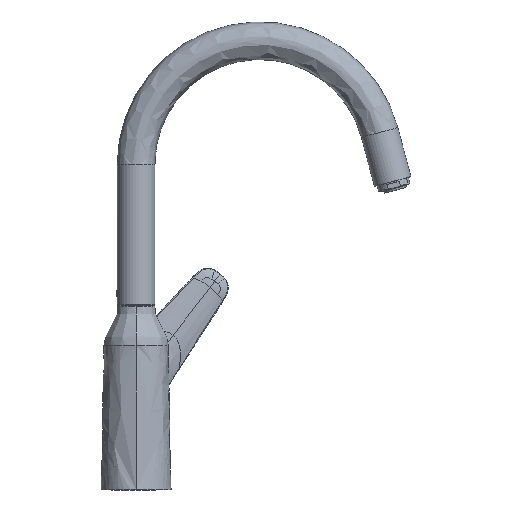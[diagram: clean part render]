
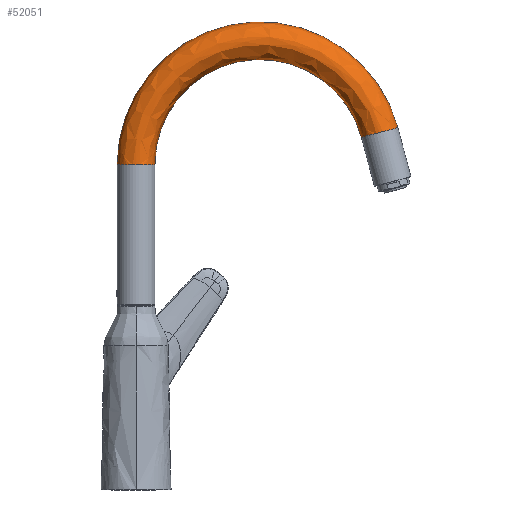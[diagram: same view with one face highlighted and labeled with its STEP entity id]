
A CAD part, front view. The second image highlights one B-rep face of the part: STEP entity #52051.
In plain terms, the highlighted free-form (B-spline) face has degree [7, 7] with [8, 8] control points.
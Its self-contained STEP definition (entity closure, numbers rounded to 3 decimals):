
#51461=CARTESIAN_POINT(' ',(92.,0.,103.7));
#51466=DIRECTION(' ',(0.,1.,0.));
#51471=DIRECTION(' ',(-1.,0.,0.));
#51476=AXIS2_PLACEMENT_3D(' ',#51461,#51466,#51471);
#51481=CIRCLE('',#51476,78.);
#51486=CARTESIAN_POINT(' ',(14.,0.,103.7));
#51487=VERTEX_POINT(' ',#51486);
#51491=CARTESIAN_POINT(' ',(167.342,0.,123.888));
#51492=VERTEX_POINT(' ',#51491);
#51496=EDGE_CURVE(' ',#51487,#51492,#51481,.T.);
#51531=CARTESIAN_POINT(' ',(-14.,0.,103.7));
#51532=VERTEX_POINT(' ',#51531);
#51546=CARTESIAN_POINT(' ',(92.,0.,103.699));
#51551=DIRECTION(' ',(0.,1.,0.));
#51556=DIRECTION(' ',(-1.,0.,0.));
#51561=AXIS2_PLACEMENT_3D(' ',#51546,#51551,#51556);
#51566=CIRCLE('',#51561,106.);
#51571=CARTESIAN_POINT(' ',(194.388,0.,131.135));
#51572=VERTEX_POINT(' ',#51571);
#51576=EDGE_CURVE(' ',#51532,#51572,#51566,.T.);
#51636=CARTESIAN_POINT(' ',(-14.,0.,103.7));
#51641=CARTESIAN_POINT(' ',(-14.,0.,147.308));
#51646=CARTESIAN_POINT(' ',(6.937,0.,190.895));
#51651=CARTESIAN_POINT(' ',(48.76,0.,222.56));
#51656=CARTESIAN_POINT(' ',(103.004,0.,229.701));
#51661=CARTESIAN_POINT(' ',(151.597,0.,209.94));
#51666=CARTESIAN_POINT(' ',(183.101,0.,173.257));
#51671=CARTESIAN_POINT(' ',(194.388,0.,131.135));
#51676=CARTESIAN_POINT(' ',(-14.,-6.283,103.7));
#51681=CARTESIAN_POINT(' ',(-14.,-6.283,147.308));
#51686=CARTESIAN_POINT(' ',(6.937,-6.283,190.895));
#51691=CARTESIAN_POINT(' ',(48.76,-6.283,222.56));
#51696=CARTESIAN_POINT(' ',(103.004,-6.283,229.701));
#51701=CARTESIAN_POINT(' ',(151.597,-6.283,209.94));
#51706=CARTESIAN_POINT(' ',(183.101,-6.283,173.257));
#51711=CARTESIAN_POINT(' ',(194.388,-6.283,131.135));
#51716=CARTESIAN_POINT(' ',(-10.709,-12.561,103.7));
#51721=CARTESIAN_POINT(' ',(-10.709,-12.561,145.954));
#51726=CARTESIAN_POINT(' ',(9.578,-12.561,188.188));
#51731=CARTESIAN_POINT(' ',(50.102,-12.561,218.87));
#51736=CARTESIAN_POINT(' ',(102.662,-12.561,225.789));
#51741=CARTESIAN_POINT(' ',(149.747,-12.561,206.641));
#51746=CARTESIAN_POINT(' ',(180.273,-12.561,171.098));
#51751=CARTESIAN_POINT(' ',(191.209,-12.561,130.283));
#51756=CARTESIAN_POINT(' ',(-4.136,-16.807,103.7));
#51761=CARTESIAN_POINT(' ',(-4.136,-16.807,143.25));
#51766=CARTESIAN_POINT(' ',(14.853,-16.807,182.781));
#51771=CARTESIAN_POINT(' ',(52.784,-16.807,211.499));
#51776=CARTESIAN_POINT(' ',(101.98,-16.807,217.976));
#51781=CARTESIAN_POINT(' ',(146.051,-16.807,200.053));
#51786=CARTESIAN_POINT(' ',(174.624,-16.807,166.784));
#51791=CARTESIAN_POINT(' ',(184.86,-16.807,128.582));
#51796=CARTESIAN_POINT(' ',(4.136,-16.807,103.7));
#51801=CARTESIAN_POINT(' ',(4.136,-16.807,139.847));
#51806=CARTESIAN_POINT(' ',(21.491,-16.807,175.976));
#51811=CARTESIAN_POINT(' ',(56.158,-16.807,202.224));
#51816=CARTESIAN_POINT(' ',(101.121,-16.807,208.143));
#51821=CARTESIAN_POINT(' ',(141.4,-16.807,191.763));
#51826=CARTESIAN_POINT(' ',(167.515,-16.807,161.356));
#51831=CARTESIAN_POINT(' ',(176.87,-16.807,126.441));
#51836=CARTESIAN_POINT(' ',(10.709,-12.561,103.7));
#51841=CARTESIAN_POINT(' ',(10.709,-12.561,137.143));
#51846=CARTESIAN_POINT(' ',(26.766,-12.561,170.569));
#51851=CARTESIAN_POINT(' ',(58.839,-12.561,194.853));
#51856=CARTESIAN_POINT(' ',(100.439,-12.561,200.33));
#51861=CARTESIAN_POINT(' ',(137.705,-12.561,185.175));
#51866=CARTESIAN_POINT(' ',(161.865,-12.561,157.043));
#51871=CARTESIAN_POINT(' ',(170.521,-12.561,124.74));
#51876=CARTESIAN_POINT(' ',(14.,-6.283,103.7));
#51881=CARTESIAN_POINT(' ',(14.,-6.283,135.789));
#51886=CARTESIAN_POINT(' ',(29.406,-6.283,167.862));
#51891=CARTESIAN_POINT(' ',(60.182,-6.283,191.163));
#51896=CARTESIAN_POINT(' ',(100.097,-6.283,196.418));
#51901=CARTESIAN_POINT(' ',(135.854,-6.283,181.876));
#51906=CARTESIAN_POINT(' ',(159.037,-6.283,154.884));
#51911=CARTESIAN_POINT(' ',(167.342,-6.283,123.888));
#51916=CARTESIAN_POINT(' ',(14.,0.,103.7));
#51921=CARTESIAN_POINT(' ',(14.,0.,135.789));
#51926=CARTESIAN_POINT(' ',(29.406,0.,167.862));
#51931=CARTESIAN_POINT(' ',(60.182,0.,191.163));
#51936=CARTESIAN_POINT(' ',(100.097,0.,196.418));
#51941=CARTESIAN_POINT(' ',(135.854,0.,181.876));
#51946=CARTESIAN_POINT(' ',(159.037,0.,154.884));
#51951=CARTESIAN_POINT(' ',(167.342,0.,123.888));
#51956=B_SPLINE_SURFACE_WITH_KNOTS(' ',7,7,((#51636,#51641,#51646,#51651,#51656,#51661,#51666,#51671),(#51676,#51681,#51686,#51691,#51696,#51701,#51706,#51711),(#51716,#51721,#51726,#51731,#51736,#51741,#51746,#51751),(#51756,#51761,#51766,#51771,#51776,#51781,#51786,#51791),(#51796,#51801,#51806,#51811,#51816,#51821,#51826,#51831),(#51836,#51841,#51846,#51851,#51856,#51861,#51866,#51871),(#51876,#51881,#51886,#51891,#51896,#51901,#51906,#51911),(#51916,#51921,#51926,#51931,#51936,#51941,#51946,#51951)),.UNSPECIFIED.,.F.,.F.,.U.,(8,8),(8,8),(0.,1.),(0.,1.),.UNSPECIFIED.);
#51961=ORIENTED_EDGE(' ',*,*,#51576,.F.);
#51966=CARTESIAN_POINT(' ',(0.,0.,103.7));
#51971=DIRECTION(' ',(0.,0.,1.));
#51976=DIRECTION(' ',(-1.,0.,0.));
#51981=AXIS2_PLACEMENT_3D(' ',#51966,#51971,#51976);
#51986=CIRCLE('',#51981,14.);
#51991=EDGE_CURVE(' ',#51532,#51487,#51986,.T.);
#51996=ORIENTED_EDGE(' ',*,*,#51991,.T.);
#52001=ORIENTED_EDGE(' ',*,*,#51496,.T.);
#52006=CARTESIAN_POINT(' ',(180.865,0.,127.511));
#52011=DIRECTION(' ',(0.259,0.,-0.966));
#52016=DIRECTION(' ',(0.966,0.,0.259));
#52021=AXIS2_PLACEMENT_3D(' ',#52006,#52011,#52016);
#52026=CIRCLE('',#52021,14.);
#52031=EDGE_CURVE(' ',#51572,#51492,#52026,.T.);
#52036=ORIENTED_EDGE(' ',*,*,#52031,.F.);
#52041=EDGE_LOOP(' ',(#51961,#51996,#52001,#52036));
#52046=FACE_OUTER_BOUND(' ',#52041,.T.);
#52051=ADVANCED_FACE('',(#52046),#51956,.T.);
